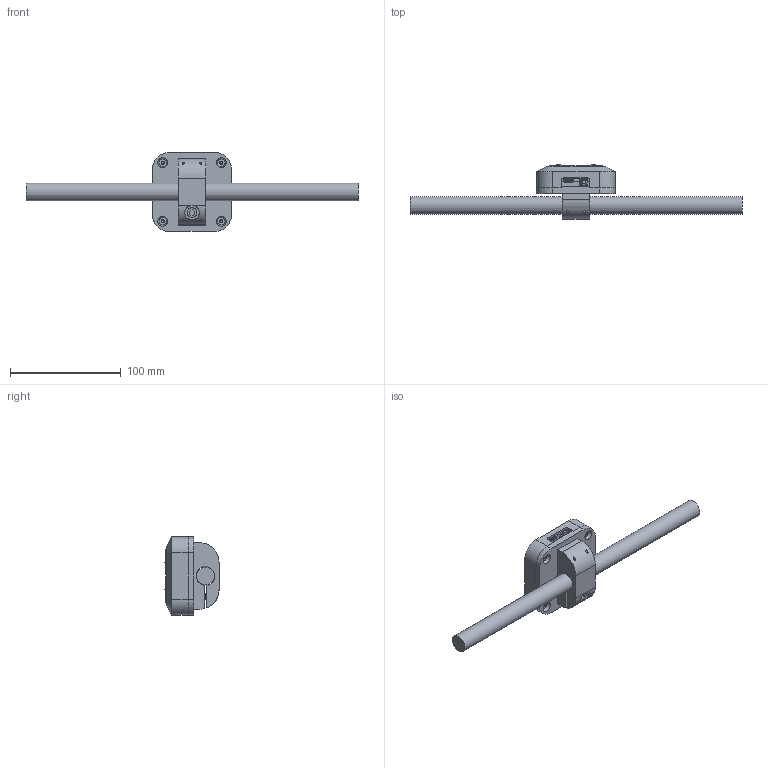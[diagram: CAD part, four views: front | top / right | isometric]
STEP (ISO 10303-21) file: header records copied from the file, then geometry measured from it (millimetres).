
FILE_DESCRIPTION(/* description */ (''),/* implementation_level */ '2;1');
FILE_NAME(/* name */ 'PORTABLE STUDIO LIGHT v6.step',/* time_stamp */ '2025-07-15T17:27:54+05:30',/* author */ (''),/* organization */ (''),/* preprocessor_version */ 'ST-DEVELOPER v20.1',/* originating_system */ 'Autodesk Translation Framework v14.10.0.0',/* authorisation */ '');
FILE_SCHEMA (('AUTOMOTIVE_DESIGN { 1 0 10303 214 3 1 1 }'));
Length unit declared in the file: millimetre
Products named in the file (13): PORTABLE STUDIO LIGHT; LENSE; PCB; Component5; Component6; PIPE; BAT; LID; Component10; Component11; Component12; HOLDER; TOP
Assembly tree (12 placements, depth 3):
  PORTABLE STUDIO LIGHT
    LENSE
    PCB
      Component5
      Component6
    PIPE
    BAT
    LID
    Component10
    Component11
    Component12
    HOLDER
    TOP
Bounding box: 300 x 48.81 x 71 mm (x, y, z)
Volume: 144784 mm3; surface area: 78349.5 mm2
Topology: 11 solids, 11 shells, 691 faces, 1740 edges, 1106 vertices
Faces by surface type: plane 419, cylinder 149, cone 79, bspline 31, torus 9, sphere 4
Full cylindrical faces by diameter (mm): 0.3 x2, 1.25 x4, 1.9 x2, 2 x14, 3 x5, 3.5 x2, 4.744 x2, 5.884 x6, 6 x2, 7.4 x1, 7.8 x4, 9 x1, 11.5 x1, 13 x1, 16 x1
Entity records: 26188 total; most frequent: CARTESIAN_POINT 9412, ORIENTED_EDGE 3488, DIRECTION 3320, EDGE_CURVE 1744, AXIS2_PLACEMENT_3D 1147, VERTEX_POINT 1110, LINE 1026, VECTOR 1026
